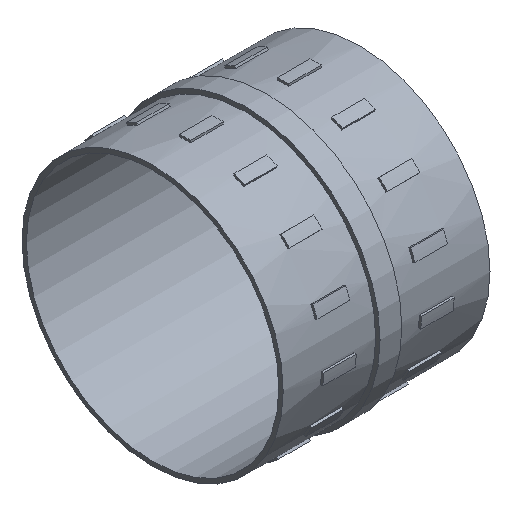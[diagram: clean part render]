
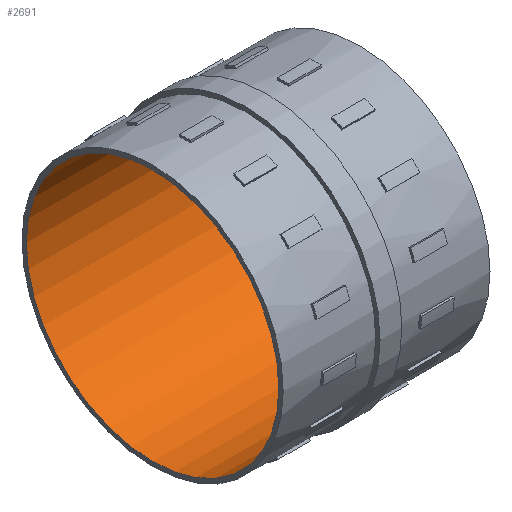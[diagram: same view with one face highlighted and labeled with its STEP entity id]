
A CAD part, isometric view. The second image highlights one B-rep face of the part: STEP entity #2691.
In plain terms, the highlighted cylindrical face has radius 58 mm (diameter 116 mm), a full revolution.
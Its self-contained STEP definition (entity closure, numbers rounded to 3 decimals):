
#327=FACE_OUTER_BOUND('',#502,.T.);
#502=EDGE_LOOP('',(#2431,#2432,#2433,#2434));
#648=CIRCLE('',#2989,58.);
#649=CIRCLE('',#2990,58.);
#893=LINE('',#4584,#1137);
#1137=VECTOR('',#3801,58.);
#1384=VERTEX_POINT('',#4581);
#1385=VERTEX_POINT('',#4583);
#1754=EDGE_CURVE('',#1384,#1384,#648,.T.);
#1755=EDGE_CURVE('',#1384,#1385,#893,.T.);
#1756=EDGE_CURVE('',#1385,#1385,#649,.T.);
#2431=ORIENTED_EDGE('',*,*,#1754,.T.);
#2432=ORIENTED_EDGE('',*,*,#1755,.T.);
#2433=ORIENTED_EDGE('',*,*,#1756,.F.);
#2434=ORIENTED_EDGE('',*,*,#1755,.F.);
#2535=CYLINDRICAL_SURFACE('',#2988,58.);
#2691=ADVANCED_FACE('',(#327),#2535,.F.);
#2988=AXIS2_PLACEMENT_3D('',#4580,#3797,#3798);
#2989=AXIS2_PLACEMENT_3D('',#4582,#3799,#3800);
#2990=AXIS2_PLACEMENT_3D('',#4585,#3802,#3803);
#3797=DIRECTION('center_axis',(-1.,0.,0.));
#3798=DIRECTION('ref_axis',(0.,1.,0.));
#3799=DIRECTION('center_axis',(-1.,0.,0.));
#3800=DIRECTION('ref_axis',(0.,1.,0.));
#3801=DIRECTION('',(1.,0.,0.));
#3802=DIRECTION('center_axis',(-1.,0.,0.));
#3803=DIRECTION('ref_axis',(0.,1.,0.));
#4580=CARTESIAN_POINT('Origin',(47.5,0.,0.));
#4581=CARTESIAN_POINT('',(-47.5,-58.,0.));
#4582=CARTESIAN_POINT('Origin',(-47.5,0.,0.));
#4583=CARTESIAN_POINT('',(47.5,-58.,0.));
#4584=CARTESIAN_POINT('',(47.5,-58.,0.));
#4585=CARTESIAN_POINT('Origin',(47.5,0.,0.));
